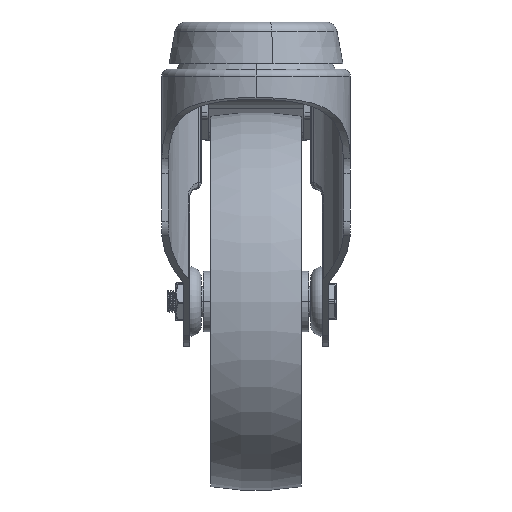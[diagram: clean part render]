
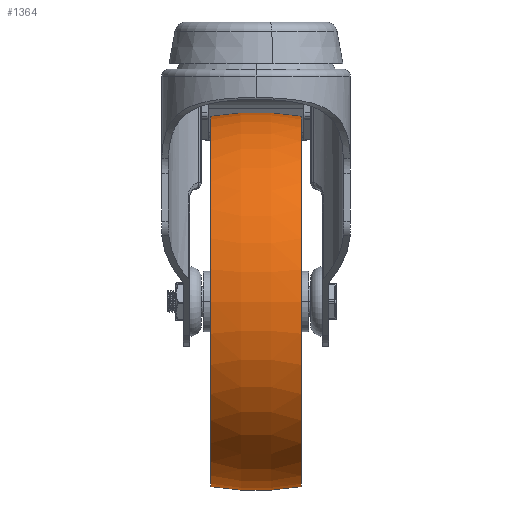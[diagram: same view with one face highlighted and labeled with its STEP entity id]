
A CAD part, left-side view. The second image highlights one B-rep face of the part: STEP entity #1364.
In plain terms, the highlighted toroidal (fillet/blend) face has major radius 22.5 mm and minor radius 72.5 mm.
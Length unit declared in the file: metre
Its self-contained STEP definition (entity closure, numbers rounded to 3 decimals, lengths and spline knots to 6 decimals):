
#1364=ADVANCED_FACE('',(#2436),#2437,.T.);
#2436=FACE_OUTER_BOUND('',#4914,.T.);
#2437=TOROIDAL_SURFACE('',#4915,-0.0225,0.0725);
#4914=EDGE_LOOP('',(#15772,#15773,#15774,#15775,#15776,#15777));
#4915=AXIS2_PLACEMENT_3D('',#15778,#15779,#15780);
#15772=ORIENTED_EDGE('',*,*,#18554,.F.);
#15773=ORIENTED_EDGE('',*,*,#18555,.T.);
#15774=ORIENTED_EDGE('',*,*,#18556,.T.);
#15775=ORIENTED_EDGE('',*,*,#18557,.F.);
#15776=ORIENTED_EDGE('',*,*,#18558,.F.);
#15777=ORIENTED_EDGE('',*,*,#18559,.F.);
#15778=CARTESIAN_POINT('',(0.,0.,0.0));
#15779=DIRECTION('',(0.,1.0,0.0));
#15780=DIRECTION('',(0.0,0.0,-1.0));
#18554=EDGE_CURVE('',#20786,#20787,#20788,.T.);
#18555=EDGE_CURVE('',#20786,#20789,#20790,.T.);
#18556=EDGE_CURVE('',#20789,#20791,#20792,.T.);
#18557=EDGE_CURVE('',#20793,#20791,#20794,.T.);
#18558=EDGE_CURVE('',#20795,#20793,#20796,.T.);
#18559=EDGE_CURVE('',#20787,#20795,#20797,.T.);
#20786=VERTEX_POINT('',#24637);
#20787=VERTEX_POINT('',#24638);
#20788=CIRCLE('',#24639,0.0725);
#20789=VERTEX_POINT('',#24640);
#20790=CIRCLE('',#24641,0.049);
#20791=VERTEX_POINT('',#24642);
#20792=CIRCLE('',#24643,0.049);
#20793=VERTEX_POINT('',#24644);
#20794=CIRCLE('',#24645,0.0725);
#20795=VERTEX_POINT('',#24646);
#20796=CIRCLE('',#24647,0.049);
#20797=CIRCLE('',#24648,0.049);
#24637=CARTESIAN_POINT('',(0.,-0.012,-0.049));
#24638=CARTESIAN_POINT('',(0.,0.012,-0.049));
#24639=AXIS2_PLACEMENT_3D('',#36592,#36593,#36594);
#24640=CARTESIAN_POINT('',(-0.049,-0.012,0.0));
#24641=AXIS2_PLACEMENT_3D('',#36595,#36596,#36597);
#24642=CARTESIAN_POINT('',(0.,-0.012,0.049));
#24643=AXIS2_PLACEMENT_3D('',#36598,#36599,#36600);
#24644=CARTESIAN_POINT('',(0.,0.012,0.049));
#24645=AXIS2_PLACEMENT_3D('',#36601,#36602,#36603);
#24646=CARTESIAN_POINT('',(-0.049,0.012,0.0));
#24647=AXIS2_PLACEMENT_3D('',#36604,#36605,#36606);
#24648=AXIS2_PLACEMENT_3D('',#36607,#36608,#36609);
#36592=CARTESIAN_POINT('',(0.,0.,0.0225));
#36593=DIRECTION('',(1.0,0.,0.));
#36594=DIRECTION('',(0.,0.,-1.0));
#36595=CARTESIAN_POINT('',(0.,-0.012,0.0));
#36596=DIRECTION('',(0.,1.0,0.0));
#36597=DIRECTION('',(-1.0,0.,0.0));
#36598=CARTESIAN_POINT('',(0.,-0.012,0.0));
#36599=DIRECTION('',(0.,1.0,0.0));
#36600=DIRECTION('',(-1.0,0.,0.0));
#36601=CARTESIAN_POINT('',(0.,0.,-0.0225));
#36602=DIRECTION('',(1.0,0.,0.));
#36603=DIRECTION('',(0.,0.,1.0));
#36604=CARTESIAN_POINT('',(0.,0.012,0.0));
#36605=DIRECTION('',(0.,1.0,0.0));
#36606=DIRECTION('',(-1.0,0.,0.0));
#36607=CARTESIAN_POINT('',(0.,0.012,0.0));
#36608=DIRECTION('',(0.,1.0,0.0));
#36609=DIRECTION('',(-1.0,0.,0.0));
